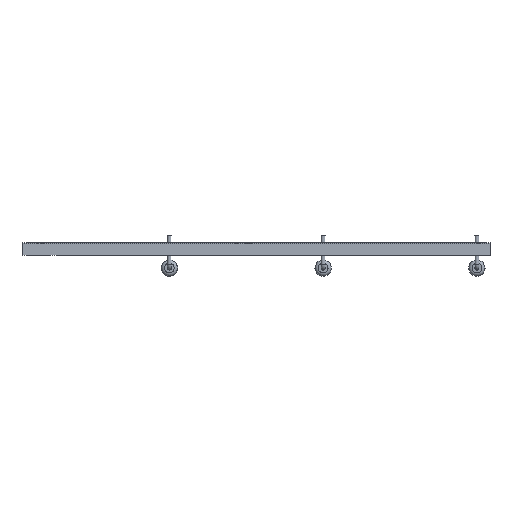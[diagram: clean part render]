
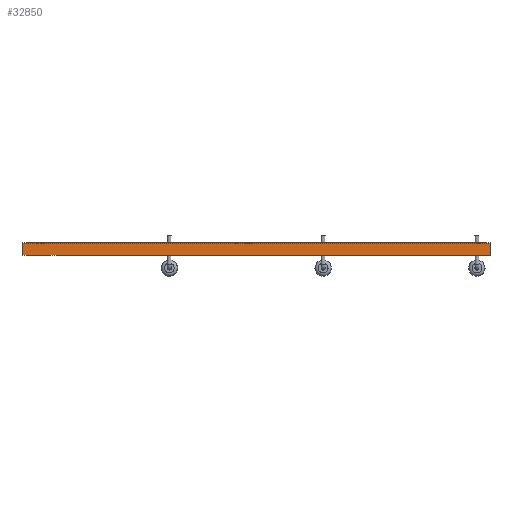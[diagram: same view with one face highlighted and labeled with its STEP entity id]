
A CAD part, front view. The second image highlights one B-rep face of the part: STEP entity #32850.
In plain terms, the highlighted planar face has unit normal (0, -1, 0).
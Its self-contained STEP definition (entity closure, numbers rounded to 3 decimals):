
#32850 = ADVANCED_FACE('',(#32851),#32885,.T.);
#32851 = FACE_BOUND('',#32852,.T.);
#32852 = EDGE_LOOP('',(#32853,#32863,#32871,#32879));
#32853 = ORIENTED_EDGE('',*,*,#32854,.T.);
#32854 = EDGE_CURVE('',#32855,#32857,#32859,.T.);
#32855 = VERTEX_POINT('',#32856);
#32856 = CARTESIAN_POINT('',(230.525,-147.455,0.));
#32857 = VERTEX_POINT('',#32858);
#32858 = CARTESIAN_POINT('',(230.525,-147.455,1.51));
#32859 = LINE('',#32860,#32861);
#32860 = CARTESIAN_POINT('',(230.525,-147.455,0.));
#32861 = VECTOR('',#32862,1.);
#32862 = DIRECTION('',(0.,0.,1.));
#32863 = ORIENTED_EDGE('',*,*,#32864,.T.);
#32864 = EDGE_CURVE('',#32857,#32865,#32867,.T.);
#32865 = VERTEX_POINT('',#32866);
#32866 = CARTESIAN_POINT('',(172.54,-147.455,1.51));
#32867 = LINE('',#32868,#32869);
#32868 = CARTESIAN_POINT('',(230.525,-147.455,1.51));
#32869 = VECTOR('',#32870,1.);
#32870 = DIRECTION('',(-1.,0.,0.));
#32871 = ORIENTED_EDGE('',*,*,#32872,.F.);
#32872 = EDGE_CURVE('',#32873,#32865,#32875,.T.);
#32873 = VERTEX_POINT('',#32874);
#32874 = CARTESIAN_POINT('',(172.54,-147.455,0.));
#32875 = LINE('',#32876,#32877);
#32876 = CARTESIAN_POINT('',(172.54,-147.455,0.));
#32877 = VECTOR('',#32878,1.);
#32878 = DIRECTION('',(0.,0.,1.));
#32879 = ORIENTED_EDGE('',*,*,#32880,.F.);
#32880 = EDGE_CURVE('',#32855,#32873,#32881,.T.);
#32881 = LINE('',#32882,#32883);
#32882 = CARTESIAN_POINT('',(230.525,-147.455,0.));
#32883 = VECTOR('',#32884,1.);
#32884 = DIRECTION('',(-1.,0.,0.));
#32885 = PLANE('',#32886);
#32886 = AXIS2_PLACEMENT_3D('',#32887,#32888,#32889);
#32887 = CARTESIAN_POINT('',(230.525,-147.455,0.));
#32888 = DIRECTION('',(0.,-1.,0.));
#32889 = DIRECTION('',(-1.,0.,0.));
